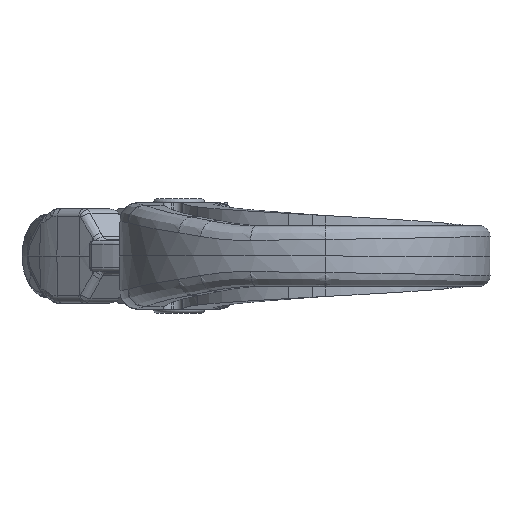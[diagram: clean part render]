
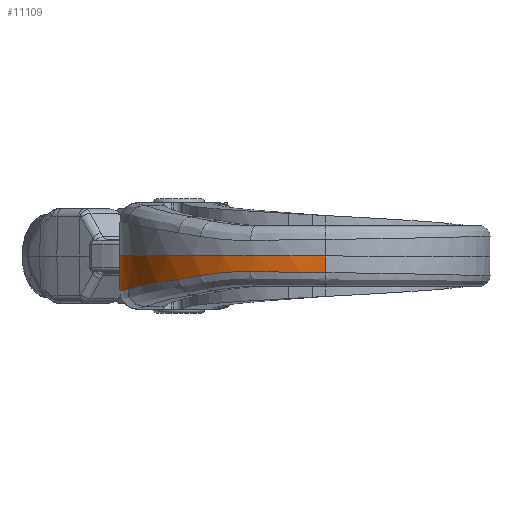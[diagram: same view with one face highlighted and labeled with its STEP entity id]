
A CAD part, front view. The second image highlights one B-rep face of the part: STEP entity #11109.
In plain terms, the highlighted conical face has half-angle 1 degrees and reference radius 52.221 mm.
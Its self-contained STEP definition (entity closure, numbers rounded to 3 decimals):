
#521=DIRECTION('',(-0.017,0.,1.));
#522=VECTOR('',#521,9.006);
#523=CARTESIAN_POINT('',(-52.143,-2.976,
-9.005));
#524=LINE('',#523,#522);
#525=CARTESIAN_POINT('',(-52.143,-2.976,
-9.005));
#1579=CARTESIAN_POINT('',(0.,-55.203,
-4.205));
#1580=CARTESIAN_POINT('',(-0.499,-55.203,
-4.199));
#1581=CARTESIAN_POINT('',(-1.497,-55.189,
-4.187));
#1582=CARTESIAN_POINT('',(-2.992,-55.125,
-4.169));
#1583=CARTESIAN_POINT('',(-4.485,-55.018,
-4.151));
#1584=CARTESIAN_POINT('',(-5.974,-54.868,
-4.132));
#1585=CARTESIAN_POINT('',(-7.459,-54.676,
-4.113));
#1586=CARTESIAN_POINT('',(-8.937,-54.442,
-4.095));
#1587=CARTESIAN_POINT('',(-10.408,-54.165,
-4.076));
#1588=CARTESIAN_POINT('',(-11.87,-53.846,
-4.057));
#1589=CARTESIAN_POINT('',(-13.323,-53.485,
-4.038));
#1590=CARTESIAN_POINT('',(-14.764,-53.083,
-4.019));
#1591=CARTESIAN_POINT('',(-16.194,-52.64,
-4.));
#1592=CARTESIAN_POINT('',(-17.61,-52.156,
-3.981));
#1593=CARTESIAN_POINT('',(-18.545,-51.806,
-3.968));
#1594=CARTESIAN_POINT('',(-19.009,-51.625,
-3.962));
#1596=CARTESIAN_POINT('',(-19.009,-51.625,
-3.962));
#1597=CARTESIAN_POINT('',(-19.431,-51.46,
-3.957));
#1598=CARTESIAN_POINT('',(-20.267,-51.121,
-3.952));
#1599=CARTESIAN_POINT('',(-21.5,-50.583,
-3.965));
#1600=CARTESIAN_POINT('',(-22.713,-50.015,
-3.998));
#1601=CARTESIAN_POINT('',(-23.907,-49.419,
-4.05));
#1602=CARTESIAN_POINT('',(-25.082,-48.794,
-4.122));
#1603=CARTESIAN_POINT('',(-26.237,-48.141,
-4.213));
#1604=CARTESIAN_POINT('',(-27.372,-47.459,
-4.325));
#1605=CARTESIAN_POINT('',(-28.488,-46.75,
-4.455));
#1606=CARTESIAN_POINT('',(-29.584,-46.014,
-4.606));
#1607=CARTESIAN_POINT('',(-30.661,-45.25,
-4.777));
#1608=CARTESIAN_POINT('',(-31.366,-44.722,
-4.904));
#1609=CARTESIAN_POINT('',(-31.715,-44.453,
-4.971));
#1611=CARTESIAN_POINT('',(-31.715,-44.453,
-4.971));
#1612=CARTESIAN_POINT('',(-32.043,-44.202,
-5.033));
#1613=CARTESIAN_POINT('',(-32.691,-43.691,
-5.154));
#1614=CARTESIAN_POINT('',(-33.646,-42.901,
-5.324));
#1615=CARTESIAN_POINT('',(-34.582,-42.089,
-5.482));
#1616=CARTESIAN_POINT('',(-35.499,-41.256,
-5.628));
#1617=CARTESIAN_POINT('',(-36.397,-40.4,
-5.762));
#1618=CARTESIAN_POINT('',(-36.982,-39.816,
-5.844));
#1619=CARTESIAN_POINT('',(-37.271,-39.52,
-5.882));
#1621=CARTESIAN_POINT('',(-37.271,-39.52,
-5.882));
#1622=CARTESIAN_POINT('',(-37.624,-39.158,
-5.93));
#1623=CARTESIAN_POINT('',(-38.321,-38.424,
-6.027));
#1624=CARTESIAN_POINT('',(-39.336,-37.29,
-6.178));
#1625=CARTESIAN_POINT('',(-40.319,-36.126,
-6.334));
#1626=CARTESIAN_POINT('',(-41.268,-34.932,
-6.492));
#1627=CARTESIAN_POINT('',(-42.183,-33.709,
-6.654));
#1628=CARTESIAN_POINT('',(-43.063,-32.459,
-6.816));
#1629=CARTESIAN_POINT('',(-43.906,-31.183,
-6.98));
#1630=CARTESIAN_POINT('',(-44.711,-29.883,
-7.143));
#1631=CARTESIAN_POINT('',(-45.478,-28.56,
-7.305));
#1632=CARTESIAN_POINT('',(-46.205,-27.216,
-7.464));
#1633=CARTESIAN_POINT('',(-46.892,-25.853,
-7.621));
#1634=CARTESIAN_POINT('',(-47.538,-24.472,
-7.773));
#1635=CARTESIAN_POINT('',(-48.142,-23.075,
-7.919));
#1636=CARTESIAN_POINT('',(-48.705,-21.664,
-8.06));
#1637=CARTESIAN_POINT('',(-49.225,-20.24,
-8.194));
#1638=CARTESIAN_POINT('',(-49.702,-18.806,
-8.319));
#1639=CARTESIAN_POINT('',(-49.992,-17.844,
-8.397));
#1640=CARTESIAN_POINT('',(-50.13,-17.361,
-8.434));
#1642=CARTESIAN_POINT('',(-50.13,-17.361,
-8.434));
#1643=CARTESIAN_POINT('',(-50.263,-16.894,
-8.453));
#1644=CARTESIAN_POINT('',(-50.518,-15.956,
-8.491));
#1645=CARTESIAN_POINT('',(-50.86,-14.539,
-8.548));
#1646=CARTESIAN_POINT('',(-51.162,-13.114,
-8.604));
#1647=CARTESIAN_POINT('',(-51.424,-11.68,
-8.661));
#1648=CARTESIAN_POINT('',(-51.646,-10.24,
-8.718));
#1649=CARTESIAN_POINT('',(-51.828,-8.794,
-8.775));
#1650=CARTESIAN_POINT('',(-51.969,-7.343,
-8.833));
#1651=CARTESIAN_POINT('',(-52.07,-5.889,
-8.89));
#1652=CARTESIAN_POINT('',(-52.13,-4.433,
-8.947));
#1653=CARTESIAN_POINT('',(-52.143,-3.462,
-8.986));
#1654=CARTESIAN_POINT('',(-52.143,-2.976,
-9.005));
#1656=CARTESIAN_POINT('',(0.,-2.976,0.));
#1657=DIRECTION('',(0.,0.,1.));
#1658=DIRECTION('',(-1.,0.,0.));
#1659=AXIS2_PLACEMENT_3D('',#1656,#1657,#1658);
#3773=CARTESIAN_POINT('',(0.,-55.203,
-4.205));
#3775=DIRECTION('',(0.,0.017,-1.));
#3776=VECTOR('',#3775,4.206);
#3777=CARTESIAN_POINT('',(0.,-55.276,0.));
#3778=LINE('',#3777,#3776);
#7916=CARTESIAN_POINT('',(-52.3,-2.976,0.));
#7917=CARTESIAN_POINT('',(0.,-55.276,0.));
#7918=VERTEX_POINT('',#7916);
#7919=VERTEX_POINT('',#7917);
#8659=VERTEX_POINT('',#525);
#8660=VERTEX_POINT('',#1642);
#8666=VERTEX_POINT('',#3773);
#8667=VERTEX_POINT('',#1594);
#8669=VERTEX_POINT('',#1609);
#8671=VERTEX_POINT('',#1619);
#11088=CARTESIAN_POINT('',(0.,-2.976,-4.502));
#11089=DIRECTION('',(0.,0.,1.));
#11090=DIRECTION('',(1.,0.,0.));
#11091=AXIS2_PLACEMENT_3D('',#11088,#11089,#11090);
#11092=CONICAL_SURFACE('',#11091,52.221,1.);
#11094=ORIENTED_EDGE('',*,*,#11093,.T.);
#11096=ORIENTED_EDGE('',*,*,#11095,.T.);
#11098=ORIENTED_EDGE('',*,*,#11097,.T.);
#11100=ORIENTED_EDGE('',*,*,#11099,.T.);
#11101=ORIENTED_EDGE('',*,*,#11078,.T.);
#11103=ORIENTED_EDGE('',*,*,#11102,.T.);
#11105=ORIENTED_EDGE('',*,*,#11104,.T.);
#11106=ORIENTED_EDGE('',*,*,#9729,.T.);
#11107=EDGE_LOOP('',(#11094,#11096,#11098,#11100,#11101,#11103,#11105,#11106));
#11108=FACE_OUTER_BOUND('',#11107,.F.);
#11109=ADVANCED_FACE('',(#11108),#11092,.T.);
#1595=B_SPLINE_CURVE_WITH_KNOTS('',3,(#1579,#1580,#1581,#1582,#1583,#1584,#1585,
#1586,#1587,#1588,#1589,#1590,#1591,#1592,#1593,#1594),.UNSPECIFIED.,.F.,.F.,(4,
1,1,1,1,1,1,1,1,1,1,1,1,4),(0.,0.077,0.154,
0.231,0.308,0.385,0.462,
0.538,0.615,0.692,0.769,
0.846,0.923,1.),.UNSPECIFIED.);
#1610=B_SPLINE_CURVE_WITH_KNOTS('',3,(#1596,#1597,#1598,#1599,#1600,#1601,#1602,
#1603,#1604,#1605,#1606,#1607,#1608,#1609),.UNSPECIFIED.,.F.,.F.,(4,1,1,1,1,1,1,
1,1,1,1,4),(0.,0.091,0.182,0.273,
0.364,0.455,0.545,0.636,
0.727,0.818,0.909,1.),.UNSPECIFIED.);
#1620=B_SPLINE_CURVE_WITH_KNOTS('',3,(#1611,#1612,#1613,#1614,#1615,#1616,#1617,
#1618,#1619),.UNSPECIFIED.,.F.,.F.,(4,1,1,1,1,1,4),(0.,0.167,
0.333,0.5,0.667,0.833,1.),
.UNSPECIFIED.);
#1641=B_SPLINE_CURVE_WITH_KNOTS('',3,(#1621,#1622,#1623,#1624,#1625,#1626,#1627,
#1628,#1629,#1630,#1631,#1632,#1633,#1634,#1635,#1636,#1637,#1638,#1639,#1640),
.UNSPECIFIED.,.F.,.F.,(4,1,1,1,1,1,1,1,1,1,1,1,1,1,1,1,1,4),(0.,
0.059,0.118,0.176,0.235,
0.294,0.353,0.412,0.471,
0.529,0.588,0.647,0.706,
0.765,0.824,0.882,0.941,1.),
.UNSPECIFIED.);
#1655=B_SPLINE_CURVE_WITH_KNOTS('',3,(#1642,#1643,#1644,#1645,#1646,#1647,#1648,
#1649,#1650,#1651,#1652,#1653,#1654),.UNSPECIFIED.,.F.,.F.,(4,1,1,1,1,1,1,1,1,1,
4),(0.,0.1,0.2,0.3,0.4,0.5,0.6,0.7,0.8,0.9,1.),
.UNSPECIFIED.);
#1660=CIRCLE('',#1659,52.3);
#9729=EDGE_CURVE('',#8659,#7918,#524,.T.);
#11078=EDGE_CURVE('',#8669,#8671,#1620,.T.);
#11093=EDGE_CURVE('',#7918,#7919,#1660,.T.);
#11095=EDGE_CURVE('',#7919,#8666,#3778,.T.);
#11097=EDGE_CURVE('',#8666,#8667,#1595,.T.);
#11099=EDGE_CURVE('',#8667,#8669,#1610,.T.);
#11102=EDGE_CURVE('',#8671,#8660,#1641,.T.);
#11104=EDGE_CURVE('',#8660,#8659,#1655,.T.);
